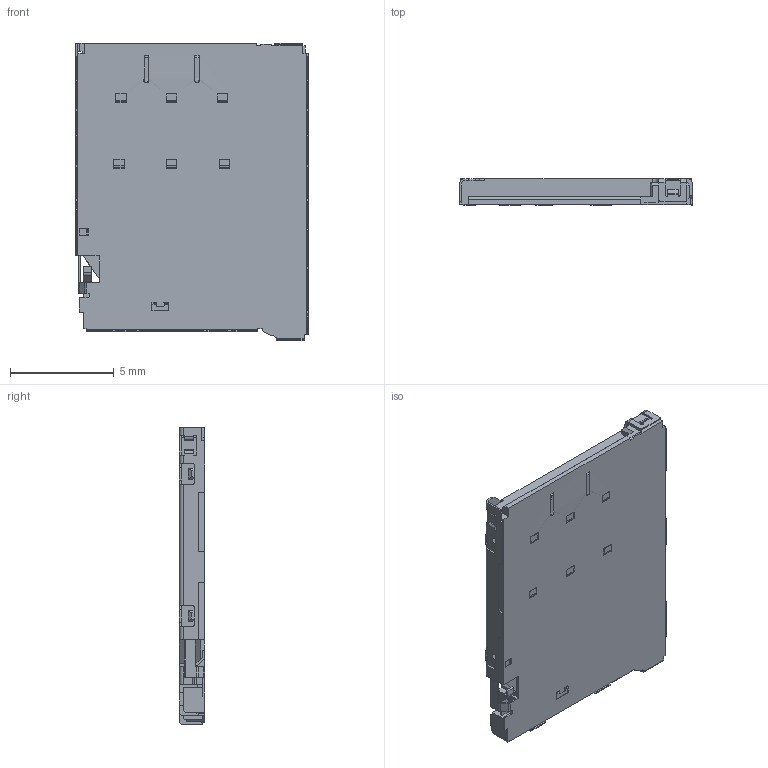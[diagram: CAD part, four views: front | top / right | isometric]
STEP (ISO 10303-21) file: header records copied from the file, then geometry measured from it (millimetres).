
FILE_DESCRIPTION(('STEP AP214'),'1');
FILE_NAME('sf72s006vbdr2500.stp','2020-04-29T04:32:01',('TraceParts'),('TraceParts S.A.'),'Spatial InterOp 3D',' ',' ');
FILE_SCHEMA(('AUTOMOTIVE_DESIGN { 1 0 10303 214 1 1 1 1 }'));
Length unit declared in the file: millimetre
Products named in the file (1): sf72s006vbdr2500
Bounding box: 11.22 x 1.25 x 14.35 mm (x, y, z)
Volume: 181.5 mm3; surface area: 389.7 mm2
Topology: 1 solids, 1 shells, 520 faces, 1478 edges, 975 vertices
Faces by surface type: plane 404, cylinder 110, cone 6
Entity records: 16817 total; most frequent: CARTESIAN_POINT 3247, ORIENTED_EDGE 2956, DIRECTION 2617, EDGE_CURVE 1478, LINE 1239, VECTOR 1239, VERTEX_POINT 975, AXIS2_PLACEMENT_3D 689
